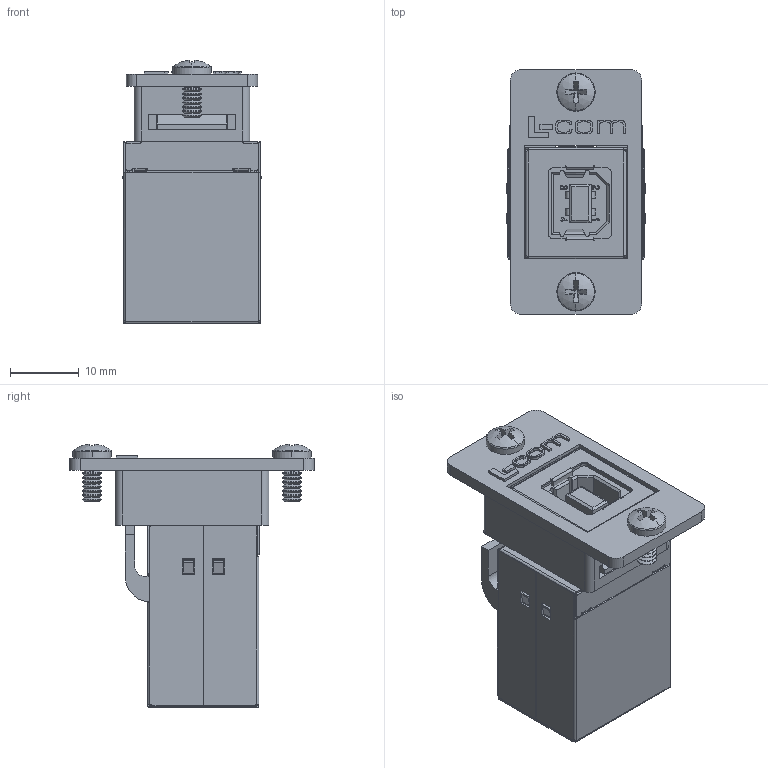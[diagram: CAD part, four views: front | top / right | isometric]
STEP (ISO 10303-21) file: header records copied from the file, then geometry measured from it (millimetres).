
FILE_DESCRIPTION (( 'STEP AP214' ), '1' );
FILE_NAME ('ECF504-BA.STEP', '2013-09-17T15:10:53', ( 'L-Com' ), ( 'L-Com Global Connectivity' ), 'SwSTEP 2.0', 'SolidWorks 2012', '' );
FILE_SCHEMA (( 'AUTOMOTIVE_DESIGN' ));
Length unit declared in the file: inch
Products named in the file (12): 91772A106_default; UADKEY-BA; 1AG02-052; 1AG02-051; 1AG01-137; UADKEY-BA-FA1_FOR AUTOMATIC SOLDER; 1AA05-033-SUZHOU_CRIMP; 1AA05-019___; 1BC01-059; 1AG01-136; ECF-SK_with Global Connectivity logo; ECF504-BA
Assembly tree (12 placements, depth 4):
  ECF504-BA
    ECF-SK_with Global Connectivity logo
    UADKEY-BA
      1AG01-136
      UADKEY-BA-FA1_FOR AUTOMATIC SOLDER
        1BC01-059
        1AA05-019___
        1AA05-033-SUZHOU_CRIMP
      1AG01-137
      1AG02-051
      1AG02-052
    91772A106_default  x2
Bounding box: 20.1 x 35.56 x 38.26 mm (x, y, z)
Volume: 7839.2 mm3; surface area: 19460.7 mm2
Topology: 14 solids, 14 shells, 2378 faces, 6442 edges, 4150 vertices
Faces by surface type: plane 1462, cylinder 575, bspline 205, cone 82, torus 32, sphere 22
Entity records: 88629 total; most frequent: CARTESIAN_POINT 24083, ORIENTED_EDGE 12416, DIRECTION 10933, EDGE_CURVE 6208, LINE 4507, VECTOR 4507, VERTEX_POINT 4018, AXIS2_PLACEMENT_3D 3213
